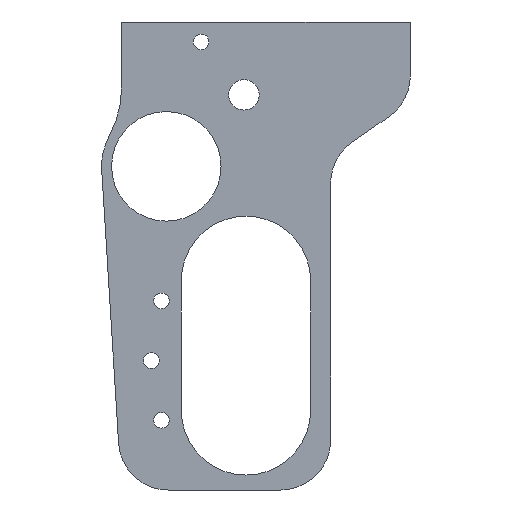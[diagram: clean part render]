
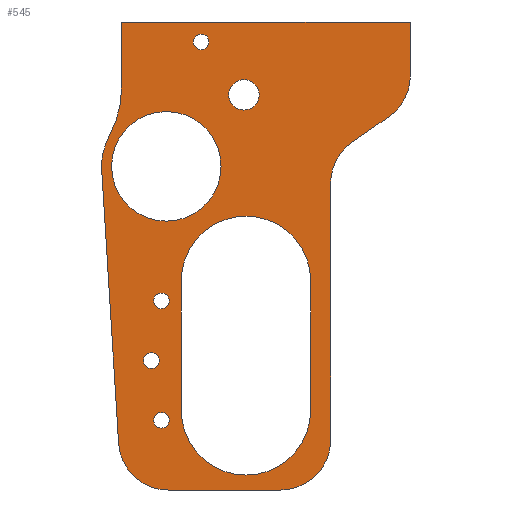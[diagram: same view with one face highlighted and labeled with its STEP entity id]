
A CAD part, left-side view. The second image highlights one B-rep face of the part: STEP entity #545.
In plain terms, the highlighted planar face has unit normal (-1, 0, 0).
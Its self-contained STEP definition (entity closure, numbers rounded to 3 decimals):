
#24=FACE_BOUND('',#87,.T.);
#25=FACE_BOUND('',#88,.T.);
#26=FACE_BOUND('',#89,.T.);
#27=FACE_BOUND('',#90,.T.);
#28=FACE_BOUND('',#91,.T.);
#29=FACE_BOUND('',#92,.T.);
#30=FACE_BOUND('',#93,.T.);
#36=PLANE('',#608);
#50=FACE_OUTER_BOUND('',#86,.T.);
#86=EDGE_LOOP('',(#412,#413,#414,#415,#416,#417,#418,#419,#420,#421,#422,
#423,#424));
#87=EDGE_LOOP('',(#425));
#88=EDGE_LOOP('',(#426));
#89=EDGE_LOOP('',(#427));
#90=EDGE_LOOP('',(#428));
#91=EDGE_LOOP('',(#429,#430,#431,#432));
#92=EDGE_LOOP('',(#433));
#93=EDGE_LOOP('',(#434));
#129=LINE('',#871,#174);
#134=LINE('',#885,#179);
#136=LINE('',#889,#181);
#137=LINE('',#891,#182);
#138=LINE('',#893,#183);
#139=LINE('',#899,#184);
#140=LINE('',#901,#185);
#141=LINE('',#914,#186);
#142=LINE('',#917,#187);
#174=VECTOR('',#695,10.);
#179=VECTOR('',#710,10.);
#181=VECTOR('',#714,10.);
#182=VECTOR('',#715,10.);
#183=VECTOR('',#716,10.);
#184=VECTOR('',#721,10.);
#185=VECTOR('',#724,10.);
#186=VECTOR('',#735,10.);
#187=VECTOR('',#738,10.);
#209=CIRCLE('',#587,5.);
#223=CIRCLE('',#604,5.);
#224=CIRCLE('',#606,5.);
#225=CIRCLE('',#609,10.);
#226=CIRCLE('',#610,6.5);
#227=CIRCLE('',#611,5.);
#228=CIRCLE('',#612,0.784);
#229=CIRCLE('',#613,0.784);
#230=CIRCLE('',#614,0.784);
#231=CIRCLE('',#615,5.5);
#232=CIRCLE('',#616,6.5);
#233=CIRCLE('',#617,6.5);
#234=CIRCLE('',#618,1.525);
#235=CIRCLE('',#619,0.8);
#242=VERTEX_POINT('',#820);
#243=VERTEX_POINT('',#822);
#265=VERTEX_POINT('',#870);
#266=VERTEX_POINT('',#874);
#267=VERTEX_POINT('',#878);
#268=VERTEX_POINT('',#880);
#269=VERTEX_POINT('',#884);
#270=VERTEX_POINT('',#888);
#271=VERTEX_POINT('',#890);
#272=VERTEX_POINT('',#892);
#273=VERTEX_POINT('',#894);
#274=VERTEX_POINT('',#896);
#275=VERTEX_POINT('',#898);
#276=VERTEX_POINT('',#902);
#277=VERTEX_POINT('',#904);
#278=VERTEX_POINT('',#906);
#279=VERTEX_POINT('',#908);
#280=VERTEX_POINT('',#910);
#281=VERTEX_POINT('',#911);
#282=VERTEX_POINT('',#913);
#283=VERTEX_POINT('',#915);
#284=VERTEX_POINT('',#918);
#285=VERTEX_POINT('',#920);
#294=EDGE_CURVE('',#242,#243,#209,.T.);
#318=EDGE_CURVE('',#265,#243,#129,.T.);
#320=EDGE_CURVE('',#265,#266,#223,.T.);
#323=EDGE_CURVE('',#267,#268,#224,.T.);
#325=EDGE_CURVE('',#269,#268,#134,.T.);
#327=EDGE_CURVE('',#242,#270,#136,.T.);
#328=EDGE_CURVE('',#270,#271,#137,.T.);
#329=EDGE_CURVE('',#271,#272,#138,.T.);
#330=EDGE_CURVE('',#272,#273,#225,.T.);
#331=EDGE_CURVE('',#273,#274,#226,.T.);
#332=EDGE_CURVE('',#274,#275,#139,.T.);
#333=EDGE_CURVE('',#269,#275,#227,.T.);
#334=EDGE_CURVE('',#267,#266,#140,.T.);
#335=EDGE_CURVE('',#276,#276,#228,.T.);
#336=EDGE_CURVE('',#277,#277,#229,.T.);
#337=EDGE_CURVE('',#278,#278,#230,.T.);
#338=EDGE_CURVE('',#279,#279,#231,.T.);
#339=EDGE_CURVE('',#280,#281,#232,.T.);
#340=EDGE_CURVE('',#281,#282,#141,.T.);
#341=EDGE_CURVE('',#282,#283,#233,.T.);
#342=EDGE_CURVE('',#283,#280,#142,.T.);
#343=EDGE_CURVE('',#284,#284,#234,.T.);
#344=EDGE_CURVE('',#285,#285,#235,.T.);
#412=ORIENTED_EDGE('',*,*,#294,.F.);
#413=ORIENTED_EDGE('',*,*,#327,.T.);
#414=ORIENTED_EDGE('',*,*,#328,.T.);
#415=ORIENTED_EDGE('',*,*,#329,.T.);
#416=ORIENTED_EDGE('',*,*,#330,.T.);
#417=ORIENTED_EDGE('',*,*,#331,.T.);
#418=ORIENTED_EDGE('',*,*,#332,.T.);
#419=ORIENTED_EDGE('',*,*,#333,.F.);
#420=ORIENTED_EDGE('',*,*,#325,.T.);
#421=ORIENTED_EDGE('',*,*,#323,.F.);
#422=ORIENTED_EDGE('',*,*,#334,.T.);
#423=ORIENTED_EDGE('',*,*,#320,.F.);
#424=ORIENTED_EDGE('',*,*,#318,.T.);
#425=ORIENTED_EDGE('',*,*,#335,.T.);
#426=ORIENTED_EDGE('',*,*,#336,.T.);
#427=ORIENTED_EDGE('',*,*,#337,.T.);
#428=ORIENTED_EDGE('',*,*,#338,.T.);
#429=ORIENTED_EDGE('',*,*,#339,.T.);
#430=ORIENTED_EDGE('',*,*,#340,.T.);
#431=ORIENTED_EDGE('',*,*,#341,.T.);
#432=ORIENTED_EDGE('',*,*,#342,.T.);
#433=ORIENTED_EDGE('',*,*,#343,.T.);
#434=ORIENTED_EDGE('',*,*,#344,.T.);
#545=ADVANCED_FACE('',(#50,#24,#25,#26,#27,#28,#29,#30),#36,.F.);
#587=AXIS2_PLACEMENT_3D('',#823,#653,#654);
#604=AXIS2_PLACEMENT_3D('',#875,#699,#700);
#606=AXIS2_PLACEMENT_3D('',#881,#705,#706);
#608=AXIS2_PLACEMENT_3D('',#887,#712,#713);
#609=AXIS2_PLACEMENT_3D('',#895,#717,#718);
#610=AXIS2_PLACEMENT_3D('',#897,#719,#720);
#611=AXIS2_PLACEMENT_3D('',#900,#722,#723);
#612=AXIS2_PLACEMENT_3D('',#903,#725,#726);
#613=AXIS2_PLACEMENT_3D('',#905,#727,#728);
#614=AXIS2_PLACEMENT_3D('',#907,#729,#730);
#615=AXIS2_PLACEMENT_3D('',#909,#731,#732);
#616=AXIS2_PLACEMENT_3D('',#912,#733,#734);
#617=AXIS2_PLACEMENT_3D('',#916,#736,#737);
#618=AXIS2_PLACEMENT_3D('',#919,#739,#740);
#619=AXIS2_PLACEMENT_3D('',#921,#741,#742);
#653=DIRECTION('center_axis',(1.,0.,0.));
#654=DIRECTION('ref_axis',(0.,-0.887,-0.462));
#695=DIRECTION('',(0.,-0.819,0.574));
#699=DIRECTION('center_axis',(-1.,0.,0.));
#700=DIRECTION('ref_axis',(0.,0.887,0.462));
#705=DIRECTION('center_axis',(1.,0.,0.));
#706=DIRECTION('ref_axis',(0.,-0.707,-0.707));
#710=DIRECTION('',(0.,-1.,0.));
#712=DIRECTION('center_axis',(1.,0.,0.));
#713=DIRECTION('ref_axis',(0.,0.,-1.));
#714=DIRECTION('',(0.,0.,1.));
#715=DIRECTION('',(0.,1.,0.));
#716=DIRECTION('',(0.,0.,-1.));
#717=DIRECTION('center_axis',(1.,0.,0.));
#718=DIRECTION('ref_axis',(0.,1.,0.));
#719=DIRECTION('center_axis',(-1.,0.,0.));
#720=DIRECTION('ref_axis',(0.,0.998,-0.062));
#721=DIRECTION('',(0.,-0.062,-0.998));
#722=DIRECTION('center_axis',(1.,0.,0.));
#723=DIRECTION('ref_axis',(0.,0.685,-0.729));
#724=DIRECTION('',(0.,0.,1.));
#725=DIRECTION('center_axis',(1.,0.,0.));
#726=DIRECTION('ref_axis',(0.,0.,1.));
#727=DIRECTION('center_axis',(1.,0.,0.));
#728=DIRECTION('ref_axis',(0.,0.,1.));
#729=DIRECTION('center_axis',(1.,0.,0.));
#730=DIRECTION('ref_axis',(0.,0.,1.));
#731=DIRECTION('center_axis',(1.,0.,0.));
#732=DIRECTION('ref_axis',(0.,-1.,0.));
#733=DIRECTION('center_axis',(1.,0.,0.));
#734=DIRECTION('ref_axis',(0.,1.,0.));
#735=DIRECTION('',(0.,0.,1.));
#736=DIRECTION('center_axis',(1.,0.,0.));
#737=DIRECTION('ref_axis',(0.,-1.,0.));
#738=DIRECTION('',(0.,0.,-1.));
#739=DIRECTION('center_axis',(1.,0.,0.));
#740=DIRECTION('ref_axis',(0.,-1.,0.));
#741=DIRECTION('center_axis',(1.,0.,0.));
#742=DIRECTION('ref_axis',(0.,-1.,0.));
#820=CARTESIAN_POINT('',(-2.5,-29.,51.603));
#822=CARTESIAN_POINT('',(-2.5,-26.868,47.507));
#823=CARTESIAN_POINT('Origin',(-2.5,-24.,51.603));
#870=CARTESIAN_POINT('',(-2.5,-23.132,44.891));
#871=CARTESIAN_POINT('',(-2.5,-29.,49.));
#874=CARTESIAN_POINT('',(-2.5,-21.,40.796));
#875=CARTESIAN_POINT('Origin',(-2.5,-26.,40.796));
#878=CARTESIAN_POINT('',(-2.5,-21.,15.));
#880=CARTESIAN_POINT('',(-2.5,-16.,10.));
#881=CARTESIAN_POINT('Origin',(-2.5,-16.,15.));
#884=CARTESIAN_POINT('',(-2.5,-4.7,10.));
#885=CARTESIAN_POINT('',(-2.5,-21.,10.));
#887=CARTESIAN_POINT('Origin',(-2.5,-13.5,33.5));
#888=CARTESIAN_POINT('',(-2.5,-29.,57.));
#889=CARTESIAN_POINT('',(-2.5,-29.,57.));
#890=CARTESIAN_POINT('',(-2.5,0.,57.));
#891=CARTESIAN_POINT('',(-2.5,0.,57.));
#892=CARTESIAN_POINT('',(-2.5,0.,50.374));
#893=CARTESIAN_POINT('',(-2.5,0.,50.374));
#894=CARTESIAN_POINT('',(-2.5,1.212,45.602));
#895=CARTESIAN_POINT('Origin',(-2.5,10.,50.374));
#896=CARTESIAN_POINT('',(-2.5,1.988,42.098));
#897=CARTESIAN_POINT('Origin',(-2.5,-4.5,42.5));
#898=CARTESIAN_POINT('',(-2.5,0.29,14.691));
#899=CARTESIAN_POINT('',(-2.5,0.,10.));
#900=CARTESIAN_POINT('Origin',(-2.5,-4.7,15.));
#901=CARTESIAN_POINT('',(-2.5,-21.,43.398));
#902=CARTESIAN_POINT('',(-2.5,-4.,28.217));
#903=CARTESIAN_POINT('Origin',(-2.5,-4.,29.));
#904=CARTESIAN_POINT('',(-2.5,-4.,16.217));
#905=CARTESIAN_POINT('Origin',(-2.5,-4.,17.));
#906=CARTESIAN_POINT('',(-2.5,-8.,54.217));
#907=CARTESIAN_POINT('Origin',(-2.5,-8.,55.));
#908=CARTESIAN_POINT('',(-2.5,1.,42.5));
#909=CARTESIAN_POINT('Origin',(-2.5,-4.5,42.5));
#910=CARTESIAN_POINT('',(-2.5,-19.,18.));
#911=CARTESIAN_POINT('',(-2.5,-6.,18.));
#912=CARTESIAN_POINT('Origin',(-2.5,-12.5,18.));
#913=CARTESIAN_POINT('',(-2.5,-6.,31.));
#914=CARTESIAN_POINT('',(-2.5,-6.,25.75));
#915=CARTESIAN_POINT('',(-2.5,-19.,31.));
#916=CARTESIAN_POINT('Origin',(-2.5,-12.5,31.));
#917=CARTESIAN_POINT('',(-2.5,-19.,32.25));
#918=CARTESIAN_POINT('',(-2.5,-10.771,49.682));
#919=CARTESIAN_POINT('Origin',(-2.5,-12.296,49.682));
#920=CARTESIAN_POINT('',(-2.5,-2.2,23.));
#921=CARTESIAN_POINT('Origin',(-2.5,-3.,23.));
